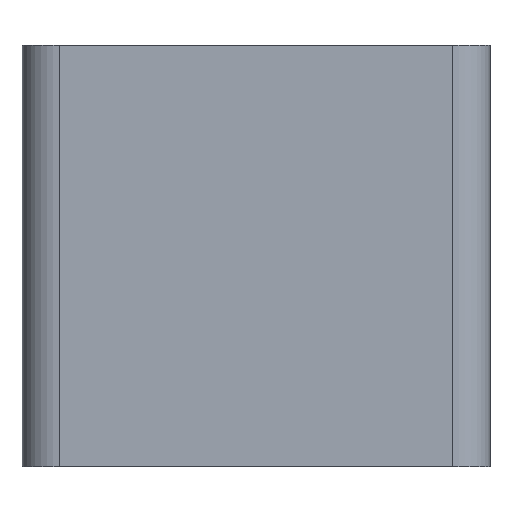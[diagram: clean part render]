
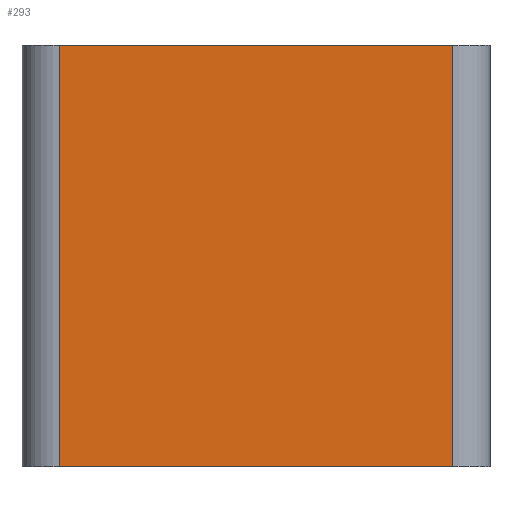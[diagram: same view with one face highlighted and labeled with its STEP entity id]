
A CAD part, left-side view. The second image highlights one B-rep face of the part: STEP entity #293.
In plain terms, the highlighted planar face has unit normal (-1, 0, 0).
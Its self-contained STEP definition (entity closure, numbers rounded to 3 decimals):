
#141 = EDGE_CURVE ( 'NONE', #384, #377, #694, .T. ) ;
#143 = EDGE_CURVE ( 'NONE', #377, #381, #703, .T. ) ;
#144 = EDGE_CURVE ( 'NONE', #386, #381, #711, .T. ) ;
#145 = EDGE_CURVE ( 'NONE', #384, #386, #706, .T. ) ;
#191 = EDGE_LOOP ( 'NONE', ( #460, #461, #462, #463 ) ) ;
#293 = ADVANCED_FACE ( 'NONE', ( #1029 ), #1030, .F. ) ;
#377 = VERTEX_POINT ( 'NONE', #1517 ) ;
#381 = VERTEX_POINT ( 'NONE', #1521 ) ;
#384 = VERTEX_POINT ( 'NONE', #1524 ) ;
#386 = VERTEX_POINT ( 'NONE', #1526 ) ;
#460 = ORIENTED_EDGE ( 'NONE', *, *, #143, .T. ) ;
#461 = ORIENTED_EDGE ( 'NONE', *, *, #144, .F. ) ;
#462 = ORIENTED_EDGE ( 'NONE', *, *, #145, .F. ) ;
#463 = ORIENTED_EDGE ( 'NONE', *, *, #141, .T. ) ;
#684 = CARTESIAN_POINT ( 'NONE',  ( -27.5, 46., 22.5 ) ) ;
#694 = LINE ( 'NONE', #684, #1755 ) ;
#699 = CARTESIAN_POINT ( 'NONE',  ( -27.5, 4., -22.5 ) ) ;
#703 = LINE ( 'NONE', #699, #1750 ) ;
#704 = DIRECTION ( 'NONE',  ( 0., 0., -1. ) ) ;
#706 = LINE ( 'NONE', #715, #1751 ) ;
#710 = DIRECTION ( 'NONE',  ( 0., -1., 0. ) ) ;
#711 = LINE ( 'NONE', #713, #1747 ) ;
#713 = CARTESIAN_POINT ( 'NONE',  ( -27.5, 4., 22.5 ) ) ;
#714 = DIRECTION ( 'NONE',  ( 0., 0., -1. ) ) ;
#715 = CARTESIAN_POINT ( 'NONE',  ( -27.5, 4., 22.5 ) ) ;
#716 = DIRECTION ( 'NONE',  ( 0., -1., 0. ) ) ;
#1029 = FACE_OUTER_BOUND ( 'NONE', #191, .T. ) ;
#1030 = PLANE ( 'NONE',  #1703 ) ;
#1040 = CARTESIAN_POINT ( 'NONE',  ( -27.5, 4., 22.5 ) ) ;
#1041 = DIRECTION ( 'NONE',  ( 1., 0., 0. ) ) ;
#1042 = DIRECTION ( 'NONE',  ( 0., 0., -1. ) ) ;
#1517 = CARTESIAN_POINT ( 'NONE',  ( -27.5, 46., -22.5 ) ) ;
#1521 = CARTESIAN_POINT ( 'NONE',  ( -27.5, 4., -22.5 ) ) ;
#1524 = CARTESIAN_POINT ( 'NONE',  ( -27.5, 46., 22.5 ) ) ;
#1526 = CARTESIAN_POINT ( 'NONE',  ( -27.5, 4., 22.5 ) ) ;
#1703 = AXIS2_PLACEMENT_3D ( 'NONE', #1040, #1041, #1042 ) ;
#1747 = VECTOR ( 'NONE', #714, 1000. ) ;
#1750 = VECTOR ( 'NONE', #710, 1000. ) ;
#1751 = VECTOR ( 'NONE', #716, 1000. ) ;
#1755 = VECTOR ( 'NONE', #704, 1000. ) ;
